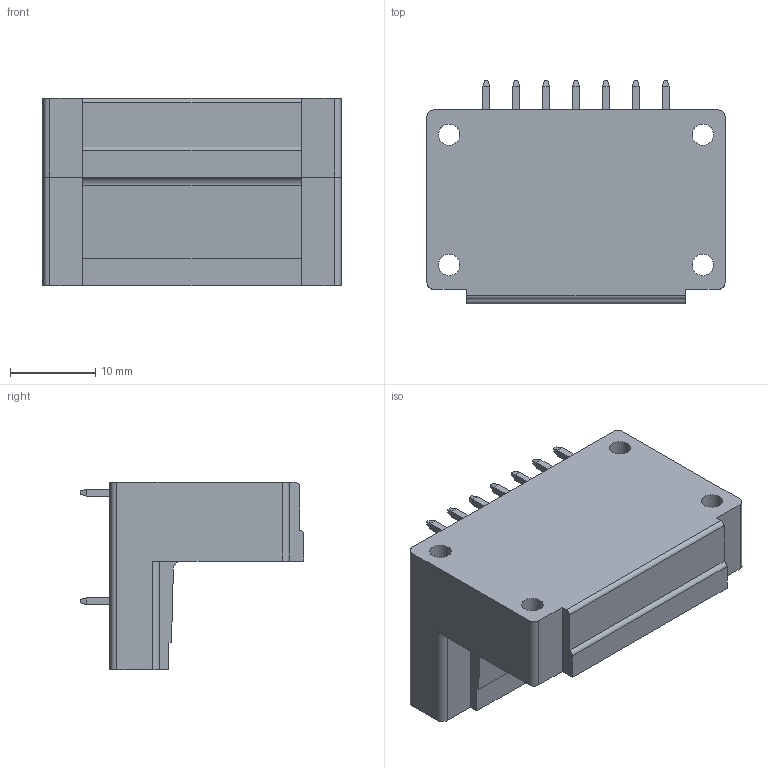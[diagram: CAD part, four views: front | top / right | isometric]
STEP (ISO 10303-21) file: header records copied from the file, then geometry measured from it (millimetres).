
FILE_DESCRIPTION((''),'2;1');
FILE_NAME('TLPHDW-005R-XXP','2024-09-24T09:27:25',('sheji109'),(''),'CREO PARAMETRIC BY PTC INC, 2018100','CREO PARAMETRIC BY PTC INC, 2018100','');
FILE_SCHEMA(('CONFIG_CONTROL_DESIGN'));
Length unit declared in the file: millimetre
Products named in the file (1): TLPHDW-005R-XXP
Bounding box: 34.9 x 26.2 x 21.9 mm (x, y, z)
Volume: 8251.6 mm3; surface area: 6881.5 mm2
Topology: 1 solids, 1 shells, 1086 faces, 2930 edges, 1902 vertices
Faces by surface type: plane 761, cylinder 227, cone 70, torus 28
Entity records: 33994 total; most frequent: CARTESIAN_POINT 6464, ORIENTED_EDGE 5860, DIRECTION 5514, EDGE_CURVE 2930, VECTOR 2238, LINE 2238, VERTEX_POINT 1902, AXIS2_PLACEMENT_3D 1638
